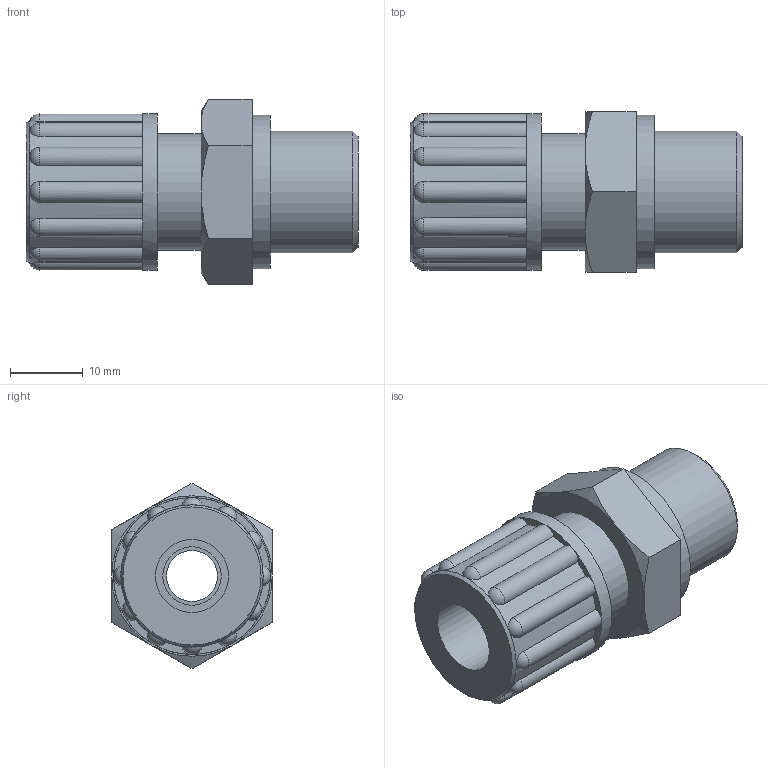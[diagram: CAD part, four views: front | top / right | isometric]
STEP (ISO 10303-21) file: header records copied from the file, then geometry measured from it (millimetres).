
FILE_DESCRIPTION(/* description */ (''),/* implementation_level */ '2;1');
FILE_NAME(/* name */ '1A100MG4538xx.stp',/* time_stamp */ '2020-08-04T11:28:01+02:00',/* author */ ('SoMue'),/* organization */ (''),/* preprocessor_version */ 'ST-DEVELOPER v18.1',/* originating_system */ 'Autodesk Inventor 2021',/* authorisation */ '');
FILE_SCHEMA (('AUTOMOTIVE_DESIGN { 1 0 10303 214 3 1 1 }'));
Length unit declared in the file: millimetre
Products named in the file (1): 1A100MG4538xx
Bounding box: 45.5 x 22 x 25.4 mm (x, y, z)
Volume: 10737.2 mm3; surface area: 5668.1 mm2
Topology: 1 solids, 1 shells, 79 faces, 178 edges, 107 vertices
Faces by surface type: cylinder 32, plane 26, sphere 12, cone 9
Full cylindrical faces by diameter (mm): 7 x1, 8 x1, 9 x1, 10 x1, 16 x1, 16.662 x1, 21 x1, 21.5 x1
Entity records: 2408 total; most frequent: CARTESIAN_POINT 605, DIRECTION 397, ORIENTED_EDGE 356, EDGE_CURVE 178, AXIS2_PLACEMENT_3D 175, VERTEX_POINT 107, CIRCLE 95, EDGE_LOOP 87
